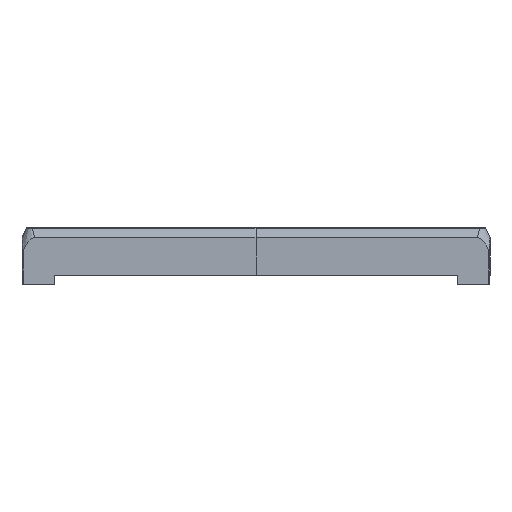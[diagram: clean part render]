
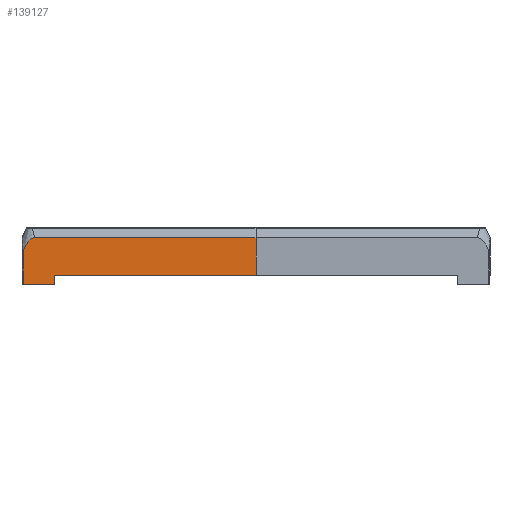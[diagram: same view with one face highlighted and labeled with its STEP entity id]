
A CAD part, front view. The second image highlights one B-rep face of the part: STEP entity #139127.
In plain terms, the highlighted planar face has unit normal (0, -1, 0).
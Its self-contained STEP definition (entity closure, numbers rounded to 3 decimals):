
#3456=B_SPLINE_CURVE_WITH_KNOTS('',3,(#194843,#194844,#194845,#194846,#194847,
#194848,#194849,#194850,#194851,#194852),.UNSPECIFIED.,.F.,.F.,(4,2,2,2,
4),(0.102,0.168,0.338,0.409,
0.472),.UNSPECIFIED.);
#7070=FACE_OUTER_BOUND('',#15336,.T.);
#15336=EDGE_LOOP('',(#93798,#93799,#93800,#93801,#93802,#93803,#93804));
#25004=LINE('',#192944,#42237);
#25006=LINE('',#192949,#42239);
#25043=LINE('',#193022,#42276);
#25709=LINE('',#194918,#42942);
#25711=LINE('',#194921,#42944);
#25712=LINE('',#194922,#42945);
#42237=VECTOR('',#157134,10.);
#42239=VECTOR('',#157138,10.);
#42276=VECTOR('',#157185,10.);
#42942=VECTOR('',#157939,10.);
#42944=VECTOR('',#157943,10.);
#42945=VECTOR('',#157944,10.);
#59378=VERTEX_POINT('',#192930);
#59384=VERTEX_POINT('',#192942);
#59385=VERTEX_POINT('',#192946);
#59417=VERTEX_POINT('',#193020);
#60071=VERTEX_POINT('',#194841);
#60072=VERTEX_POINT('',#194842);
#60077=VERTEX_POINT('',#194917);
#72112=EDGE_CURVE('',#59384,#59378,#25004,.T.);
#72114=EDGE_CURVE('',#59385,#59384,#25006,.T.);
#72151=EDGE_CURVE('',#59417,#59385,#25043,.F.);
#72852=EDGE_CURVE('',#60071,#60072,#3456,.T.);
#72860=EDGE_CURVE('',#60072,#60077,#25709,.T.);
#72862=EDGE_CURVE('',#59378,#60071,#25711,.T.);
#72863=EDGE_CURVE('',#60077,#59417,#25712,.T.);
#93798=ORIENTED_EDGE('',*,*,#72852,.F.);
#93799=ORIENTED_EDGE('',*,*,#72862,.F.);
#93800=ORIENTED_EDGE('',*,*,#72112,.F.);
#93801=ORIENTED_EDGE('',*,*,#72114,.F.);
#93802=ORIENTED_EDGE('',*,*,#72151,.F.);
#93803=ORIENTED_EDGE('',*,*,#72863,.F.);
#93804=ORIENTED_EDGE('',*,*,#72860,.F.);
#133472=PLANE('',#147315);
#139127=ADVANCED_FACE('',(#7070),#133472,.T.);
#147315=AXIS2_PLACEMENT_3D('',#194920,#157941,#157942);
#157134=DIRECTION('',(-1.,0.,0.));
#157138=DIRECTION('',(0.,0.,-1.));
#157185=DIRECTION('',(1.,0.,0.));
#157939=DIRECTION('',(1.,0.,0.));
#157941=DIRECTION('center_axis',(0.,-1.,
0.));
#157942=DIRECTION('ref_axis',(-1.,0.,0.));
#157943=DIRECTION('',(0.,0.,1.));
#157944=DIRECTION('',(0.,0.,-1.));
#192930=CARTESIAN_POINT('',(-41.021,-27.305,-9.982));
#192942=CARTESIAN_POINT('',(-35.56,-27.305,-9.982));
#192944=CARTESIAN_POINT('',(-41.275,-27.305,-9.982));
#192946=CARTESIAN_POINT('',(-35.56,-27.305,-8.382));
#192949=CARTESIAN_POINT('',(-35.56,-27.305,-8.382));
#193020=CARTESIAN_POINT('',(0.,-27.305,-8.382));
#193022=CARTESIAN_POINT('',(-10.16,-27.305,-8.382));
#194841=CARTESIAN_POINT('',(-41.021,-27.305,-3.864));
#194842=CARTESIAN_POINT('',(-39.066,-27.305,-1.778));
#194843=CARTESIAN_POINT('Ctrl Pts',(-41.021,-27.305,
-3.864));
#194844=CARTESIAN_POINT('Ctrl Pts',(-40.905,-27.305,
-3.647));
#194845=CARTESIAN_POINT('Ctrl Pts',(-40.787,-27.305,-3.433));
#194846=CARTESIAN_POINT('Ctrl Pts',(-40.371,-27.305,
-2.731));
#194847=CARTESIAN_POINT('Ctrl Pts',(-40.084,-27.305,
-2.328));
#194848=CARTESIAN_POINT('Ctrl Pts',(-39.67,-27.305,
-1.974));
#194849=CARTESIAN_POINT('Ctrl Pts',(-39.548,-27.305,
-1.896));
#194850=CARTESIAN_POINT('Ctrl Pts',(-39.305,-27.305,
-1.8));
#194851=CARTESIAN_POINT('Ctrl Pts',(-39.188,-27.305,
-1.778));
#194852=CARTESIAN_POINT('Ctrl Pts',(-39.066,-27.305,
-1.778));
#194917=CARTESIAN_POINT('',(0.,-27.305,-1.778));
#194918=CARTESIAN_POINT('',(-5.08,-27.305,-1.778));
#194920=CARTESIAN_POINT('Origin',(0.,-27.305,
0.));
#194921=CARTESIAN_POINT('',(-41.021,-27.305,0.));
#194922=CARTESIAN_POINT('',(0.,-27.305,0.));
